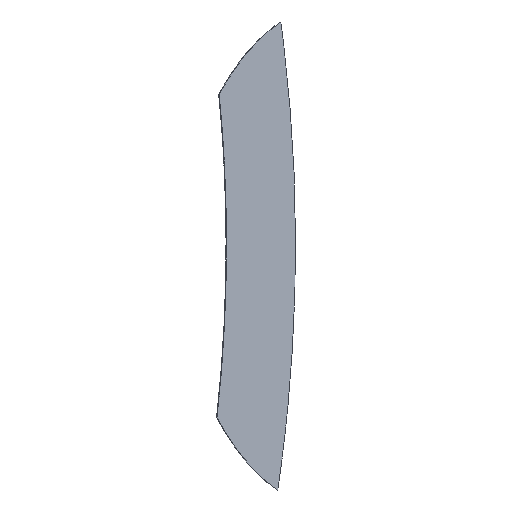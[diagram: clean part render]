
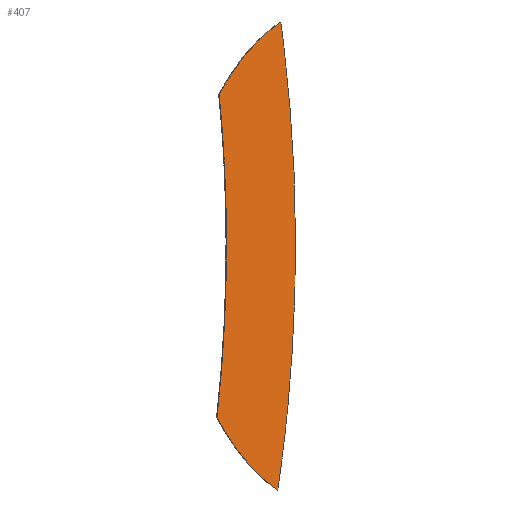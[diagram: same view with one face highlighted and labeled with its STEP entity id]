
A CAD part, top view. The second image highlights one B-rep face of the part: STEP entity #407.
In plain terms, the highlighted planar face has unit normal (0.306, -0.023, 0.952).
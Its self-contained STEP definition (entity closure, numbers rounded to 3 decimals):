
#3 = FACE_OUTER_BOUND ( 'NONE', #394, .T. ) ;
#6 = DIRECTION ( 'NONE',  ( 0.952, 0., -0.306 ) ) ;
#15 = CIRCLE ( 'NONE', #354, 178.887 ) ;
#17 = EDGE_CURVE ( 'NONE', #243, #433, #423, .T. ) ;
#23 = DIRECTION ( 'NONE',  ( 0.306, -0.023, 0.952 ) ) ;
#28 = CARTESIAN_POINT ( 'NONE',  ( 135.278, 143.97, 55.605 ) ) ;
#32 = CARTESIAN_POINT ( 'NONE',  ( 135.278, 143.97, 55.605 ) ) ;
#44 = VERTEX_POINT ( 'NONE', #274 ) ;
#47 = CARTESIAN_POINT ( 'NONE',  ( 115.449, 163.623, 62.454 ) ) ;
#49 = CIRCLE ( 'NONE', #342, 1098.887 ) ;
#59 = CARTESIAN_POINT ( 'NONE',  ( 142.722, 479.419, 61.203 ) ) ;
#60 = EDGE_CURVE ( 'NONE', #138, #264, #128, .T. ) ;
#73 = CARTESIAN_POINT ( 'NONE',  ( -883.476, 307.054, 387.324 ) ) ;
#81 = VERTEX_POINT ( 'NONE', #284 ) ;
#82 = DIRECTION ( 'NONE',  ( 0.306, -0.023, 0.952 ) ) ;
#86 = DIRECTION ( 'NONE',  ( 0.306, -0.023, 0.952 ) ) ;
#89 = AXIS2_PLACEMENT_3D ( 'NONE', #73, #351, #114 ) ;
#96 = DIRECTION ( 'NONE',  ( 0.306, -0.023, 0.952 ) ) ;
#102 = CARTESIAN_POINT ( 'NONE',  ( 102.01, 372.094, 71.746 ) ) ;
#113 = ORIENTED_EDGE ( 'NONE', *, *, #395, .T. ) ;
#114 = DIRECTION ( 'NONE',  ( -0.952, 0., 0.306 ) ) ;
#117 = LINE ( 'NONE', #32, #418 ) ;
#118 = ORIENTED_EDGE ( 'NONE', *, *, #17, .T. ) ;
#122 = EDGE_CURVE ( 'NONE', #44, #197, #308, .T. ) ;
#124 = AXIS2_PLACEMENT_3D ( 'NONE', #323, #82, #364 ) ;
#128 = CIRCLE ( 'NONE', #385, 1583.451 ) ;
#131 = CARTESIAN_POINT ( 'NONE',  ( 140.474, 140.24, 53.844 ) ) ;
#132 = CARTESIAN_POINT ( 'NONE',  ( 124.616, 464.147, 66.666 ) ) ;
#133 = EDGE_CURVE ( 'NONE', #282, #518, #15, .T. ) ;
#134 = CARTESIAN_POINT ( 'NONE',  ( 199.766, 385.075, 40.598 ) ) ;
#138 = VERTEX_POINT ( 'NONE', #299 ) ;
#139 = AXIS2_PLACEMENT_3D ( 'NONE', #333, #96, #378 ) ;
#140 = DIRECTION ( 'NONE',  ( -0.306, 0.023, -0.952 ) ) ;
#142 = DIRECTION ( 'NONE',  ( 0.783, -0.562, -0.265 ) ) ;
#144 = DIRECTION ( 'NONE',  ( -0.306, 0.023, -0.952 ) ) ;
#145 = AXIS2_PLACEMENT_3D ( 'NONE', #134, #237, #6 ) ;
#165 = CARTESIAN_POINT ( 'NONE',  ( -1350.942, 255.003, 536.513 ) ) ;
#166 = AXIS2_PLACEMENT_3D ( 'NONE', #397, #144, #422 ) ;
#170 = ORIENTED_EDGE ( 'NONE', *, *, #122, .T. ) ;
#177 = DIRECTION ( 'NONE',  ( -0.306, 0.023, -0.952 ) ) ;
#182 = VERTEX_POINT ( 'NONE', #132 ) ;
#191 = ORIENTED_EDGE ( 'NONE', *, *, #504, .T. ) ;
#197 = VERTEX_POINT ( 'NONE', #102 ) ;
#198 = EDGE_CURVE ( 'NONE', #264, #182, #260, .T. ) ;
#204 = DIRECTION ( 'NONE',  ( 0.952, 0., -0.306 ) ) ;
#210 = DIRECTION ( 'NONE',  ( 0.306, -0.023, 0.952 ) ) ;
#218 = DIRECTION ( 'NONE',  ( 0.306, -0.023, 0.952 ) ) ;
#226 = CARTESIAN_POINT ( 'NONE',  ( -939.212, 311.502, 405.365 ) ) ;
#228 = ORIENTED_EDGE ( 'NONE', *, *, #133, .T. ) ;
#230 = EDGE_CURVE ( 'NONE', #379, #243, #451, .T. ) ;
#237 = DIRECTION ( 'NONE',  ( 0.306, -0.023, 0.952 ) ) ;
#243 = VERTEX_POINT ( 'NONE', #281 ) ;
#260 = CIRCLE ( 'NONE', #145, 112.158 ) ;
#263 = CARTESIAN_POINT ( 'NONE',  ( -969.484, 309.005, 415.047 ) ) ;
#264 = VERTEX_POINT ( 'NONE', #59 ) ;
#267 = DIRECTION ( 'NONE',  ( 0.952, 0., -0.306 ) ) ;
#268 = DIRECTION ( 'NONE',  ( -0.952, 0., 0.306 ) ) ;
#271 = ORIENTED_EDGE ( 'NONE', *, *, #198, .T. ) ;
#274 = CARTESIAN_POINT ( 'NONE',  ( 97.965, 426.821, 74.352 ) ) ;
#275 = ORIENTED_EDGE ( 'NONE', *, *, #230, .T. ) ;
#281 = CARTESIAN_POINT ( 'NONE',  ( 147.804, 200.894, 52.931 ) ) ;
#282 = VERTEX_POINT ( 'NONE', #426 ) ;
#283 = CIRCLE ( 'NONE', #305, 125.697 ) ;
#284 = CARTESIAN_POINT ( 'NONE',  ( 103.084, 295.179, 69.568 ) ) ;
#293 = ORIENTED_EDGE ( 'NONE', *, *, #60, .T. ) ;
#298 = AXIS2_PLACEMENT_3D ( 'NONE', #263, #23, #355 ) ;
#299 = CARTESIAN_POINT ( 'NONE',  ( 144.685, 463.655, 60.196 ) ) ;
#304 = CARTESIAN_POINT ( 'NONE',  ( 106.989, 441.927, 71.808 ) ) ;
#305 = AXIS2_PLACEMENT_3D ( 'NONE', #325, #86, #370 ) ;
#308 = CIRCLE ( 'NONE', #493, 984.322 ) ;
#310 = EDGE_CURVE ( 'NONE', #197, #81, #49, .T. ) ;
#312 = PLANE ( 'NONE',  #166 ) ;
#314 = EDGE_CURVE ( 'NONE', #433, #138, #387, .T. ) ;
#323 = CARTESIAN_POINT ( 'NONE',  ( -1008.98, 315.549, 427.913 ) ) ;
#325 = CARTESIAN_POINT ( 'NONE',  ( 207.288, 244.881, 34.837 ) ) ;
#333 = CARTESIAN_POINT ( 'NONE',  ( 258.949, 332.007, 20.289 ) ) ;
#335 = EDGE_CURVE ( 'NONE', #182, #485, #357, .T. ) ;
#340 = ORIENTED_EDGE ( 'NONE', *, *, #403, .T. ) ;
#342 = AXIS2_PLACEMENT_3D ( 'NONE', #391, #140, #431 ) ;
#351 = DIRECTION ( 'NONE',  ( -0.306, 0.023, -0.952 ) ) ;
#352 = ORIENTED_EDGE ( 'NONE', *, *, #314, .T. ) ;
#354 = AXIS2_PLACEMENT_3D ( 'NONE', #465, #218, #509 ) ;
#355 = DIRECTION ( 'NONE',  ( 0.952, 0., -0.306 ) ) ;
#357 = CIRCLE ( 'NONE', #484, 156.564 ) ;
#364 = DIRECTION ( 'NONE',  ( 0.952, 0., -0.306 ) ) ;
#370 = DIRECTION ( 'NONE',  ( 0.952, 0., -0.306 ) ) ;
#378 = DIRECTION ( 'NONE',  ( 0.952, 0., -0.306 ) ) ;
#379 = VERTEX_POINT ( 'NONE', #131 ) ;
#380 = ORIENTED_EDGE ( 'NONE', *, *, #335, .T. ) ;
#385 = AXIS2_PLACEMENT_3D ( 'NONE', #165, #454, #204 ) ;
#387 = CIRCLE ( 'NONE', #429, 1147.661 ) ;
#390 = CARTESIAN_POINT ( 'NONE',  ( 153.301, 323.14, 54.074 ) ) ;
#391 = CARTESIAN_POINT ( 'NONE',  ( -942.787, 309.536, 406.469 ) ) ;
#394 = EDGE_LOOP ( 'NONE', ( #340, #228, #191, #113, #275, #118, #352, #293, #271, #380, #482, #170, #415 ) ) ;
#395 = EDGE_CURVE ( 'NONE', #446, #379, #117, .T. ) ;
#397 = CARTESIAN_POINT ( 'NONE',  ( -883.476, 307.054, 387.324 ) ) ;
#403 = EDGE_CURVE ( 'NONE', #81, #282, #432, .T. ) ;
#407 = ADVANCED_FACE ( 'NONE', ( #3 ), #312, .F. ) ;
#409 = CIRCLE ( 'NONE', #139, 194.496 ) ;
#415 = ORIENTED_EDGE ( 'NONE', *, *, #310, .T. ) ;
#418 = VECTOR ( 'NONE', #142, 1000. ) ;
#422 = DIRECTION ( 'NONE',  ( -0.952, 0., 0.306 ) ) ;
#423 = CIRCLE ( 'NONE', #298, 1179.47 ) ;
#426 = CARTESIAN_POINT ( 'NONE',  ( 96.421, 192.795, 69.272 ) ) ;
#427 = CARTESIAN_POINT ( 'NONE',  ( -833.868, 316.208, 371.578 ) ) ;
#429 = AXIS2_PLACEMENT_3D ( 'NONE', #226, #515, #267 ) ;
#431 = DIRECTION ( 'NONE',  ( -0.952, 0., 0.306 ) ) ;
#432 = CIRCLE ( 'NONE', #89, 1036.537 ) ;
#433 = VERTEX_POINT ( 'NONE', #390 ) ;
#446 = VERTEX_POINT ( 'NONE', #28 ) ;
#451 = CIRCLE ( 'NONE', #124, 1221.436 ) ;
#454 = DIRECTION ( 'NONE',  ( 0.306, -0.023, 0.952 ) ) ;
#459 = CARTESIAN_POINT ( 'NONE',  ( 229.54, 353.789, 30.271 ) ) ;
#465 = CARTESIAN_POINT ( 'NONE',  ( 245.953, 279.51, 23.22 ) ) ;
#477 = EDGE_CURVE ( 'NONE', #485, #44, #409, .T. ) ;
#482 = ORIENTED_EDGE ( 'NONE', *, *, #477, .T. ) ;
#484 = AXIS2_PLACEMENT_3D ( 'NONE', #459, #210, #500 ) ;
#485 = VERTEX_POINT ( 'NONE', #304 ) ;
#493 = AXIS2_PLACEMENT_3D ( 'NONE', #427, #177, #268 ) ;
#500 = DIRECTION ( 'NONE',  ( 0.952, 0., -0.306 ) ) ;
#504 = EDGE_CURVE ( 'NONE', #518, #446, #283, .T. ) ;
#509 = DIRECTION ( 'NONE',  ( 0.952, 0., -0.306 ) ) ;
#515 = DIRECTION ( 'NONE',  ( 0.306, -0.023, 0.952 ) ) ;
#518 = VERTEX_POINT ( 'NONE', #47 ) ;
